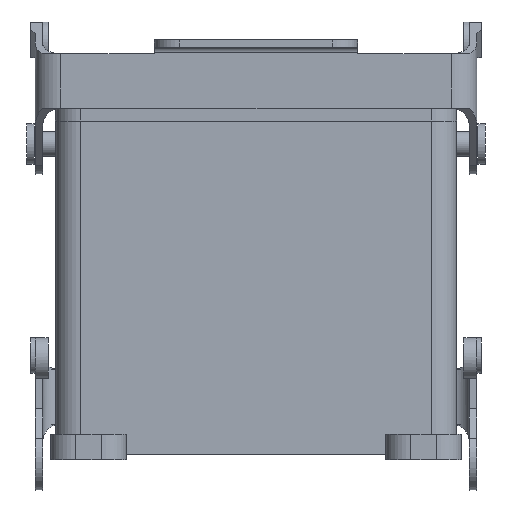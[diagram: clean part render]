
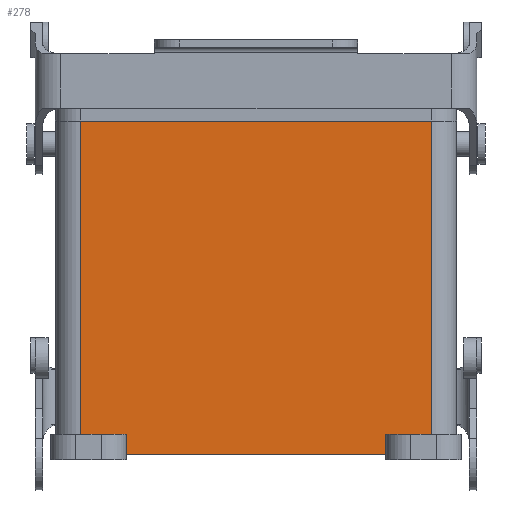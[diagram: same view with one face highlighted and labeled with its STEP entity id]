
A CAD part, left-side view. The second image highlights one B-rep face of the part: STEP entity #278.
In plain terms, the highlighted planar face has unit normal (-1, 0, 0).
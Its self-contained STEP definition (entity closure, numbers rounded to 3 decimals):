
#278 = ADVANCED_FACE( '', ( #726 ), #727, .F. );
#726 = FACE_OUTER_BOUND( '', #1434, .T. );
#727 = PLANE( '', #1435 );
#1434 = EDGE_LOOP( '', ( #2245, #2246, #2247, #2248, #2249, #2250, #2251, #2252 ) );
#1435 = AXIS2_PLACEMENT_3D( '', #2253, #2254, #2255 );
#2245 = ORIENTED_EDGE( '', *, *, #4018, .F. );
#2246 = ORIENTED_EDGE( '', *, *, #4019, .T. );
#2247 = ORIENTED_EDGE( '', *, *, #4020, .F. );
#2248 = ORIENTED_EDGE( '', *, *, #4021, .F. );
#2249 = ORIENTED_EDGE( '', *, *, #4022, .T. );
#2250 = ORIENTED_EDGE( '', *, *, #4023, .T. );
#2251 = ORIENTED_EDGE( '', *, *, #4024, .T. );
#2252 = ORIENTED_EDGE( '', *, *, #4025, .F. );
#2253 = CARTESIAN_POINT( '', ( -46.75, 0., 66.7 ) );
#2254 = DIRECTION( '', ( 1., 0., 0. ) );
#2255 = DIRECTION( '', ( 0., 1., 0. ) );
#4018 = EDGE_CURVE( '', #4815, #4816, #4817, .T. );
#4019 = EDGE_CURVE( '', #4815, #4818, #4819, .F. );
#4020 = EDGE_CURVE( '', #4820, #4818, #4821, .T. );
#4021 = EDGE_CURVE( '', #4822, #4820, #4823, .F. );
#4022 = EDGE_CURVE( '', #4822, #4824, #4825, .T. );
#4023 = EDGE_CURVE( '', #4824, #4826, #4827, .T. );
#4024 = EDGE_CURVE( '', #4826, #4828, #4829, .T. );
#4025 = EDGE_CURVE( '', #4816, #4828, #4830, .T. );
#4815 = VERTEX_POINT( '', #5954 );
#4816 = VERTEX_POINT( '', #5955 );
#4817 = LINE( '', #5956, #5957 );
#4818 = VERTEX_POINT( '', #5958 );
#4819 = LINE( '', #5959, #5960 );
#4820 = VERTEX_POINT( '', #5961 );
#4821 = LINE( '', #5962, #5963 );
#4822 = VERTEX_POINT( '', #5964 );
#4823 = LINE( '', #5965, #5966 );
#4824 = VERTEX_POINT( '', #5967 );
#4825 = LINE( '', #5968, #5969 );
#4826 = VERTEX_POINT( '', #5970 );
#4827 = LINE( '', #5971, #5972 );
#4828 = VERTEX_POINT( '', #5973 );
#4829 = LINE( '', #5974, #5975 );
#4830 = LINE( '', #5976, #5977 );
#5954 = CARTESIAN_POINT( '', ( -46.75, -34.5, 5. ) );
#5955 = CARTESIAN_POINT( '', ( -46.75, -25.5, 5. ) );
#5956 = CARTESIAN_POINT( '', ( -46.75, -99.821, 5. ) );
#5957 = VECTOR( '', #7241, 1000. );
#5958 = CARTESIAN_POINT( '', ( -46.75, -34.5, 66.7 ) );
#5959 = CARTESIAN_POINT( '', ( -46.75, -34.5, 66.7 ) );
#5960 = VECTOR( '', #7242, 1000. );
#5961 = CARTESIAN_POINT( '', ( -46.75, 34.5, 66.7 ) );
#5962 = CARTESIAN_POINT( '', ( -46.75, 0., 66.7 ) );
#5963 = VECTOR( '', #7243, 1000. );
#5964 = CARTESIAN_POINT( '', ( -46.75, 34.5, 5. ) );
#5965 = CARTESIAN_POINT( '', ( -46.75, 34.5, 66.7 ) );
#5966 = VECTOR( '', #7244, 1000. );
#5967 = CARTESIAN_POINT( '', ( -46.75, 25.5, 5. ) );
#5968 = CARTESIAN_POINT( '', ( -46.75, 99.821, 5. ) );
#5969 = VECTOR( '', #7245, 1000. );
#5970 = CARTESIAN_POINT( '', ( -46.75, 25.5, 1. ) );
#5971 = CARTESIAN_POINT( '', ( -46.75, 25.5, 99.821 ) );
#5972 = VECTOR( '', #7246, 1000. );
#5973 = CARTESIAN_POINT( '', ( -46.75, -25.5, 1. ) );
#5974 = CARTESIAN_POINT( '', ( -46.75, -25.5, 1. ) );
#5975 = VECTOR( '', #7247, 1000. );
#5976 = CARTESIAN_POINT( '', ( -46.75, -25.5, 99.821 ) );
#5977 = VECTOR( '', #7248, 1000. );
#7241 = DIRECTION( '', ( 0., 1., 0. ) );
#7242 = DIRECTION( '', ( 0., 0., -1. ) );
#7243 = DIRECTION( '', ( 0., -1., 0. ) );
#7244 = DIRECTION( '', ( 0., 0., -1. ) );
#7245 = DIRECTION( '', ( 0., -1., 0. ) );
#7246 = DIRECTION( '', ( 0., 0., -1. ) );
#7247 = DIRECTION( '', ( 0., -1., 0. ) );
#7248 = DIRECTION( '', ( 0., 0., -1. ) );
